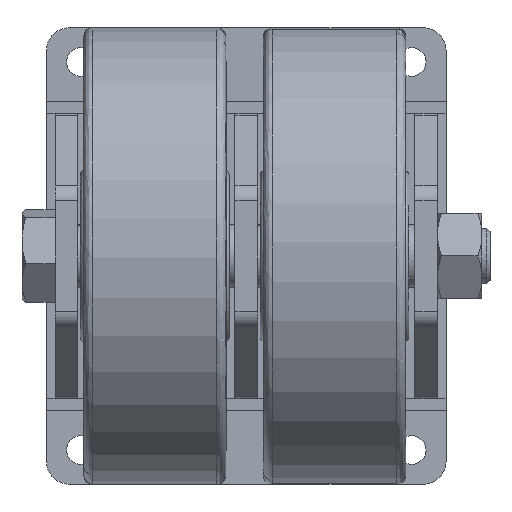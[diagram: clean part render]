
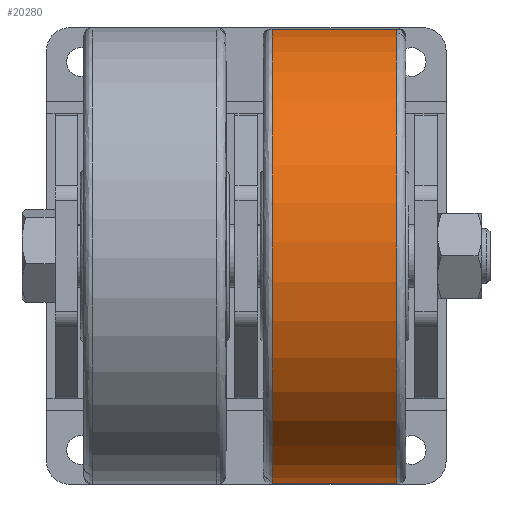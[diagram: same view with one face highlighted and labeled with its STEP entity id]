
A CAD part, front view. The second image highlights one B-rep face of the part: STEP entity #20280.
In plain terms, the highlighted cylindrical face has radius 200 mm (diameter 400 mm), a partial arc.
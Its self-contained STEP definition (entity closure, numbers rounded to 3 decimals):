
#3211 = FACE_OUTER_BOUND ( 'NONE', #49869, .T. ) ;
#4550 = DIRECTION ( 'NONE',  ( 1., 0., 0. ) ) ;
#5450 = ORIENTED_EDGE ( 'NONE', *, *, #75968, .T. ) ;
#8687 = VERTEX_POINT ( 'NONE', #15268 ) ;
#10315 = VERTEX_POINT ( 'NONE', #25454 ) ;
#10609 = DIRECTION ( 'NONE',  ( 0., 0.112, -0.994 ) ) ;
#11814 = LINE ( 'NONE', #71780, #15673 ) ;
#15268 = CARTESIAN_POINT ( 'NONE',  ( 131.682, -387.508, -198.731 ) ) ;
#15673 = VECTOR ( 'NONE', #4550, 1000. ) ;
#16417 = CARTESIAN_POINT ( 'NONE',  ( 131.682, -410., 0. ) ) ;
#17270 = AXIS2_PLACEMENT_3D ( 'NONE', #41458, #46547, #10609 ) ;
#18106 = VERTEX_POINT ( 'NONE', #49693 ) ;
#20138 = DIRECTION ( 'NONE',  ( 1., 0., 0. ) ) ;
#20280 = ADVANCED_FACE ( 'NONE', ( #3211 ), #40579, .T. ) ;
#23321 = CARTESIAN_POINT ( 'NONE',  ( 77.302, -387.508, -198.731 ) ) ;
#23323 = CARTESIAN_POINT ( 'NONE',  ( 22.923, -387.508, -198.731 ) ) ;
#24527 = AXIS2_PLACEMENT_3D ( 'NONE', #16417, #29527, #59262 ) ;
#25454 = CARTESIAN_POINT ( 'NONE',  ( 131.682, -432.492, 198.731 ) ) ;
#27203 = ORIENTED_EDGE ( 'NONE', *, *, #58497, .F. ) ;
#29527 = DIRECTION ( 'NONE',  ( -1., 0., 0. ) ) ;
#31656 = DIRECTION ( 'NONE',  ( 0., 0.112, -0.994 ) ) ;
#34025 = AXIS2_PLACEMENT_3D ( 'NONE', #57063, #20138, #31656 ) ;
#39753 = VERTEX_POINT ( 'NONE', #23323 ) ;
#39905 = CIRCLE ( 'NONE', #17270, 200. ) ;
#40127 = CIRCLE ( 'NONE', #24527, 200. ) ;
#40579 = CYLINDRICAL_SURFACE ( 'NONE', #34025, 200. ) ;
#41458 = CARTESIAN_POINT ( 'NONE',  ( 22.923, -410., 0. ) ) ;
#41625 = EDGE_CURVE ( 'NONE', #39753, #8687, #71365, .T. ) ;
#46547 = DIRECTION ( 'NONE',  ( 1., 0., 0. ) ) ;
#49693 = CARTESIAN_POINT ( 'NONE',  ( 22.923, -432.492, 198.731 ) ) ;
#49869 = EDGE_LOOP ( 'NONE', ( #27203, #5450, #78625, #67549 ) ) ;
#57063 = CARTESIAN_POINT ( 'NONE',  ( 77.302, -410., 0. ) ) ;
#58497 = EDGE_CURVE ( 'NONE', #18106, #10315, #11814, .T. ) ;
#59262 = DIRECTION ( 'NONE',  ( 0., 0.112, -0.994 ) ) ;
#65887 = EDGE_CURVE ( 'NONE', #8687, #10315, #40127, .T. ) ;
#65914 = DIRECTION ( 'NONE',  ( 1., 0., 0. ) ) ;
#66556 = VECTOR ( 'NONE', #65914, 1000. ) ;
#67549 = ORIENTED_EDGE ( 'NONE', *, *, #65887, .T. ) ;
#71365 = LINE ( 'NONE', #23321, #66556 ) ;
#71780 = CARTESIAN_POINT ( 'NONE',  ( 77.302, -432.492, 198.731 ) ) ;
#75968 = EDGE_CURVE ( 'NONE', #18106, #39753, #39905, .T. ) ;
#78625 = ORIENTED_EDGE ( 'NONE', *, *, #41625, .T. ) ;
